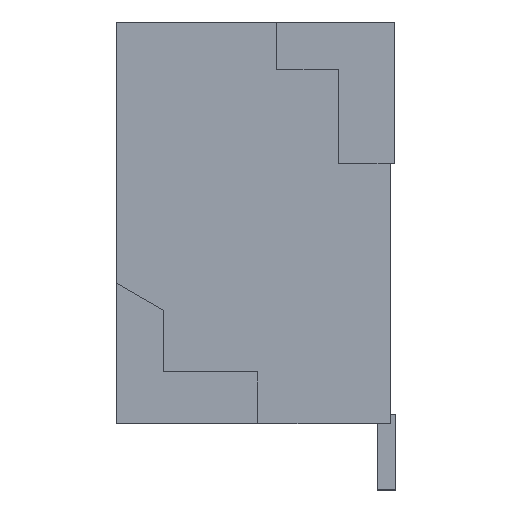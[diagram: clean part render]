
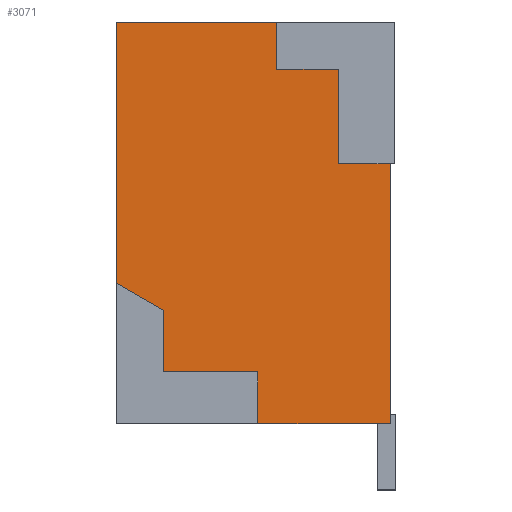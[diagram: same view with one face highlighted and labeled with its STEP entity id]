
A CAD part, left-side view. The second image highlights one B-rep face of the part: STEP entity #3071.
In plain terms, the highlighted planar face has unit normal (-1, 0, 0).
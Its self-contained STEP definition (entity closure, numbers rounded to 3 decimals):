
#37=FACE_OUTER_BOUND('',#193,.T.);
#193=EDGE_LOOP('',(#1986,#1987,#1988,#1989,#1990,#1991,#1992,#1993,#1994,
#1995,#1996,#1997));
#360=LINE('',#4150,#784);
#404=LINE('',#4239,#828);
#408=LINE('',#4247,#832);
#413=LINE('',#4258,#837);
#414=LINE('',#4260,#838);
#415=LINE('',#4262,#839);
#416=LINE('',#4264,#840);
#417=LINE('',#4266,#841);
#418=LINE('',#4267,#842);
#419=LINE('',#4269,#843);
#420=LINE('',#4271,#844);
#421=LINE('',#4272,#845);
#784=VECTOR('',#3403,1000.);
#828=VECTOR('',#3463,1000.);
#832=VECTOR('',#3469,1000.);
#837=VECTOR('',#3478,1000.);
#838=VECTOR('',#3479,1000.);
#839=VECTOR('',#3480,1000.);
#840=VECTOR('',#3481,1000.);
#841=VECTOR('',#3482,1000.);
#842=VECTOR('',#3483,1000.);
#843=VECTOR('',#3484,1000.);
#844=VECTOR('',#3485,1000.);
#845=VECTOR('',#3486,1000.);
#1199=VERTEX_POINT('',#4131);
#1207=VERTEX_POINT('',#4148);
#1244=VERTEX_POINT('',#4237);
#1247=VERTEX_POINT('',#4246);
#1250=VERTEX_POINT('',#4256);
#1251=VERTEX_POINT('',#4257);
#1252=VERTEX_POINT('',#4259);
#1253=VERTEX_POINT('',#4261);
#1254=VERTEX_POINT('',#4263);
#1255=VERTEX_POINT('',#4265);
#1256=VERTEX_POINT('',#4268);
#1257=VERTEX_POINT('',#4270);
#1490=EDGE_CURVE('',#1207,#1199,#360,.T.);
#1534=EDGE_CURVE('',#1244,#1207,#404,.T.);
#1538=EDGE_CURVE('',#1247,#1199,#408,.T.);
#1543=EDGE_CURVE('',#1250,#1251,#413,.T.);
#1544=EDGE_CURVE('',#1251,#1252,#414,.T.);
#1545=EDGE_CURVE('',#1252,#1253,#415,.T.);
#1546=EDGE_CURVE('',#1253,#1254,#416,.T.);
#1547=EDGE_CURVE('',#1254,#1255,#417,.T.);
#1548=EDGE_CURVE('',#1255,#1247,#418,.T.);
#1549=EDGE_CURVE('',#1244,#1256,#419,.T.);
#1550=EDGE_CURVE('',#1256,#1257,#420,.T.);
#1551=EDGE_CURVE('',#1257,#1250,#421,.T.);
#1986=ORIENTED_EDGE('',*,*,#1543,.T.);
#1987=ORIENTED_EDGE('',*,*,#1544,.T.);
#1988=ORIENTED_EDGE('',*,*,#1545,.T.);
#1989=ORIENTED_EDGE('',*,*,#1546,.T.);
#1990=ORIENTED_EDGE('',*,*,#1547,.T.);
#1991=ORIENTED_EDGE('',*,*,#1548,.T.);
#1992=ORIENTED_EDGE('',*,*,#1538,.T.);
#1993=ORIENTED_EDGE('',*,*,#1490,.F.);
#1994=ORIENTED_EDGE('',*,*,#1534,.F.);
#1995=ORIENTED_EDGE('',*,*,#1549,.T.);
#1996=ORIENTED_EDGE('',*,*,#1550,.T.);
#1997=ORIENTED_EDGE('',*,*,#1551,.T.);
#2760=PLANE('',#3240);
#3071=ADVANCED_FACE('',(#37),#2760,.F.);
#3240=AXIS2_PLACEMENT_3D('',#4255,#3476,#3477);
#3403=DIRECTION('',(0.,-1.,0.));
#3463=DIRECTION('',(0.,0.,1.));
#3469=DIRECTION('',(0.,0.,1.));
#3476=DIRECTION('center_axis',(1.,0.,0.));
#3477=DIRECTION('ref_axis',(0.,0.,
-1.));
#3478=DIRECTION('',(0.,0.,-1.));
#3479=DIRECTION('',(0.,-1.,0.));
#3480=DIRECTION('',(0.,0.,1.));
#3481=DIRECTION('',(0.,1.,0.));
#3482=DIRECTION('',(0.,0.,1.));
#3483=DIRECTION('',(0.,1.,0.));
#3484=DIRECTION('',(0.,-0.866,-0.5));
#3485=DIRECTION('',(0.,0.,-1.));
#3486=DIRECTION('',(0.,-1.,0.));
#4131=CARTESIAN_POINT('',(-6.,1.555,3.895));
#4148=CARTESIAN_POINT('',(-6.,3.255,3.895));
#4150=CARTESIAN_POINT('',(-6.,3.255,3.895));
#4237=CARTESIAN_POINT('',(-6.,3.255,1.134));
#4239=CARTESIAN_POINT('',(-6.,3.255,-0.355));
#4246=CARTESIAN_POINT('',(-6.,1.555,3.395));
#4247=CARTESIAN_POINT('',(-6.,1.555,3.895));
#4255=CARTESIAN_POINT('Origin',(-6.,3.255,-0.355));
#4256=CARTESIAN_POINT('',(-6.,1.755,0.195));
#4257=CARTESIAN_POINT('',(-6.,1.755,-0.355));
#4258=CARTESIAN_POINT('',(-6.,1.755,0.195));
#4259=CARTESIAN_POINT('',(-6.,0.355,-0.355));
#4260=CARTESIAN_POINT('',(-6.,3.255,-0.355));
#4261=CARTESIAN_POINT('',(-6.,0.355,2.395));
#4262=CARTESIAN_POINT('',(-6.,0.355,-0.355));
#4263=CARTESIAN_POINT('',(-6.,0.905,2.395));
#4264=CARTESIAN_POINT('',(-6.,0.905,2.395));
#4265=CARTESIAN_POINT('',(-6.,0.905,3.395));
#4266=CARTESIAN_POINT('',(-6.,0.905,3.395));
#4267=CARTESIAN_POINT('',(-6.,1.555,3.395));
#4268=CARTESIAN_POINT('',(-6.,2.755,0.845));
#4269=CARTESIAN_POINT('',(-6.,2.755,0.845));
#4270=CARTESIAN_POINT('',(-6.,2.755,0.195));
#4271=CARTESIAN_POINT('',(-6.,2.755,0.195));
#4272=CARTESIAN_POINT('',(-6.,2.755,0.195));
